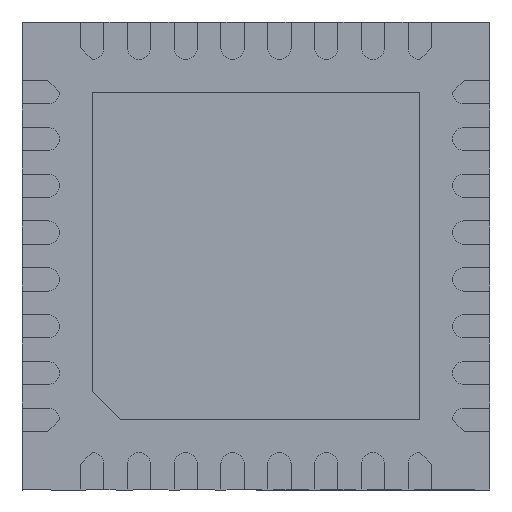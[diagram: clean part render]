
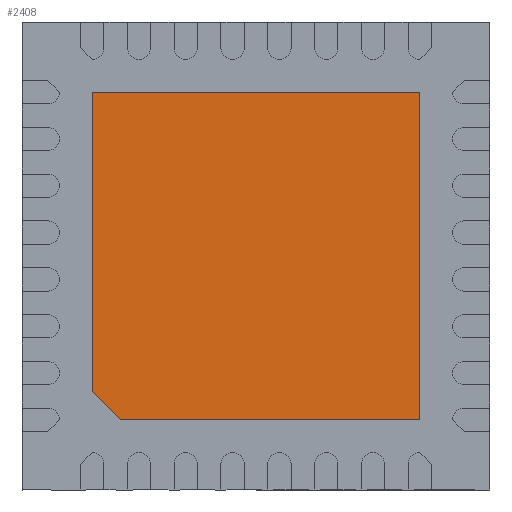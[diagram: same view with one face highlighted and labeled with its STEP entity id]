
A CAD part, front view. The second image highlights one B-rep face of the part: STEP entity #2408.
In plain terms, the highlighted planar face has unit normal (0, -1, 0).
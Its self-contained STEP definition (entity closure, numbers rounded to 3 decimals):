
#46 = CARTESIAN_POINT ( 'NONE',  ( 0., 0., 0. ) ) ;
#439 = VERTEX_POINT ( 'NONE', #9183 ) ;
#451 = LINE ( 'NONE', #6858, #857 ) ;
#857 = VECTOR ( 'NONE', #5251, 1000. ) ;
#962 = VECTOR ( 'NONE', #4815, 1000. ) ;
#1637 = VECTOR ( 'NONE', #2445, 1000. ) ;
#1820 = EDGE_LOOP ( 'NONE', ( #5317, #3518, #10942, #7889, #3387 ) ) ;
#2408 = ADVANCED_FACE ( 'NONE', ( #7012 ), #7761, .T. ) ;
#2445 = DIRECTION ( 'NONE',  ( -0.707, 0., 0.707 ) ) ;
#2561 = CARTESIAN_POINT ( 'NONE',  ( -1.6, 0., -1.6 ) ) ;
#2710 = CARTESIAN_POINT ( 'NONE',  ( 1.75, 0., 1.75 ) ) ;
#3387 = ORIENTED_EDGE ( 'NONE', *, *, #9706, .T. ) ;
#3518 = ORIENTED_EDGE ( 'NONE', *, *, #8371, .T. ) ;
#3537 = LINE ( 'NONE', #10946, #962 ) ;
#3748 = DIRECTION ( 'NONE',  ( -1., 0., 0. ) ) ;
#4736 = CARTESIAN_POINT ( 'NONE',  ( 1.75, 0., 1.75 ) ) ;
#4772 = DIRECTION ( 'NONE',  ( 0., 0., 1. ) ) ;
#4815 = DIRECTION ( 'NONE',  ( 1., 0., 0. ) ) ;
#5251 = DIRECTION ( 'NONE',  ( 0., 0., -1. ) ) ;
#5290 = DIRECTION ( 'NONE',  ( 0., 0., -1. ) ) ;
#5317 = ORIENTED_EDGE ( 'NONE', *, *, #9275, .F. ) ;
#5324 = AXIS2_PLACEMENT_3D ( 'NONE', #46, #8790, #5290 ) ;
#5887 = EDGE_CURVE ( 'NONE', #6814, #439, #7860, .T. ) ;
#6814 = VERTEX_POINT ( 'NONE', #2710 ) ;
#6858 = CARTESIAN_POINT ( 'NONE',  ( -1.75, 0., -1.75 ) ) ;
#7012 = FACE_OUTER_BOUND ( 'NONE', #1820, .T. ) ;
#7761 = PLANE ( 'NONE',  #5324 ) ;
#7860 = LINE ( 'NONE', #4736, #10738 ) ;
#7889 = ORIENTED_EDGE ( 'NONE', *, *, #5887, .T. ) ;
#8043 = LINE ( 'NONE', #2561, #1637 ) ;
#8069 = CARTESIAN_POINT ( 'NONE',  ( -1.75, 0., -1.45 ) ) ;
#8261 = VERTEX_POINT ( 'NONE', #8816 ) ;
#8336 = EDGE_CURVE ( 'NONE', #9807, #6814, #10113, .T. ) ;
#8371 = EDGE_CURVE ( 'NONE', #8261, #9807, #3537, .T. ) ;
#8591 = VECTOR ( 'NONE', #4772, 1000. ) ;
#8597 = CARTESIAN_POINT ( 'NONE',  ( 1.75, 0., -1.75 ) ) ;
#8790 = DIRECTION ( 'NONE',  ( 0., -1., 0. ) ) ;
#8816 = CARTESIAN_POINT ( 'NONE',  ( -1.45, 0., -1.75 ) ) ;
#9009 = CARTESIAN_POINT ( 'NONE',  ( 1.75, 0., -1.75 ) ) ;
#9183 = CARTESIAN_POINT ( 'NONE',  ( -1.75, 0., 1.75 ) ) ;
#9275 = EDGE_CURVE ( 'NONE', #8261, #10641, #8043, .T. ) ;
#9706 = EDGE_CURVE ( 'NONE', #439, #10641, #451, .T. ) ;
#9807 = VERTEX_POINT ( 'NONE', #8597 ) ;
#10113 = LINE ( 'NONE', #9009, #8591 ) ;
#10641 = VERTEX_POINT ( 'NONE', #8069 ) ;
#10738 = VECTOR ( 'NONE', #3748, 1000. ) ;
#10942 = ORIENTED_EDGE ( 'NONE', *, *, #8336, .T. ) ;
#10946 = CARTESIAN_POINT ( 'NONE',  ( 1.75, 0., -1.75 ) ) ;
